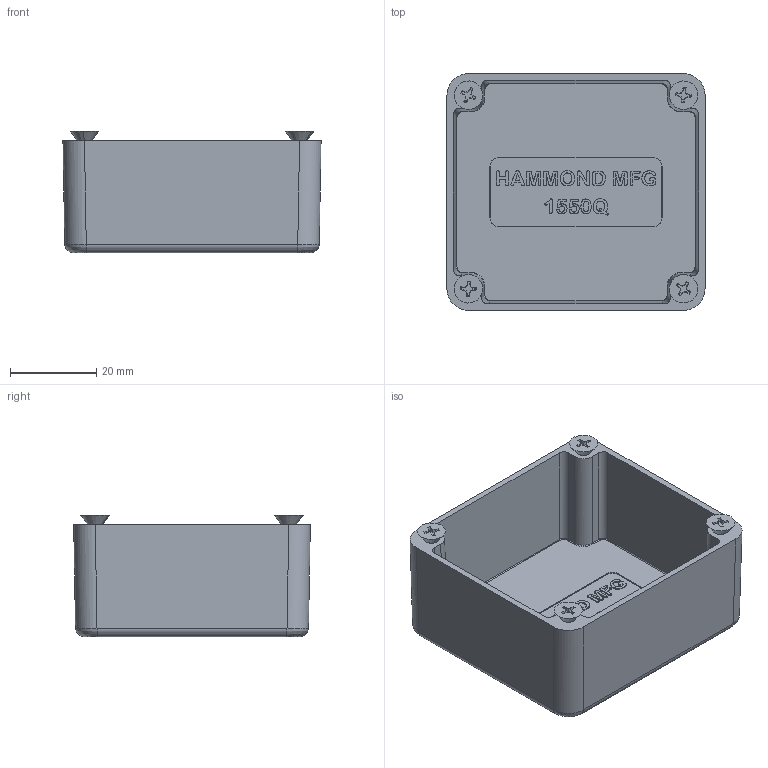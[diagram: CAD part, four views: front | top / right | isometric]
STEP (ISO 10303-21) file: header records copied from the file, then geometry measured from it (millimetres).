
FILE_DESCRIPTION (( 'STEP AP214' ), '1' );
FILE_NAME ('1550Q.STEP', '2021-05-03T16:22:22', ( '' ), ( '' ), 'SwSTEP 2.0', 'SolidWorks 2016', '' );
FILE_SCHEMA (( 'AUTOMOTIVE_DESIGN' ));
Length unit declared in the file: millimetre
Products named in the file (3): 1550Q; 1550Q BOX; SC1550 (screw M3.5-0.6X 12mm FH)
Assembly tree (5 placements, depth 2):
  1550Q
    1550Q BOX
    SC1550 (screw M3.5-0.6X 12mm FH)  x4
Bounding box: 60 x 55 x 28.2 mm (x, y, z)
Volume: 17622.8 mm3; surface area: 18201.1 mm2
Topology: 5 solids, 5 shells, 465 faces, 1227 edges, 802 vertices
Faces by surface type: plane 203, bspline 174, cylinder 48, cone 40
Entity records: 24659 total; most frequent: CARTESIAN_POINT 12421, ORIENTED_EDGE 2016, EDGE_CURVE 1008, DIRECTION 996, VERTEX_POINT 658, B_SPLINE_CURVE_WITH_KNOTS 506, EDGE_LOOP 408, LINE 406
